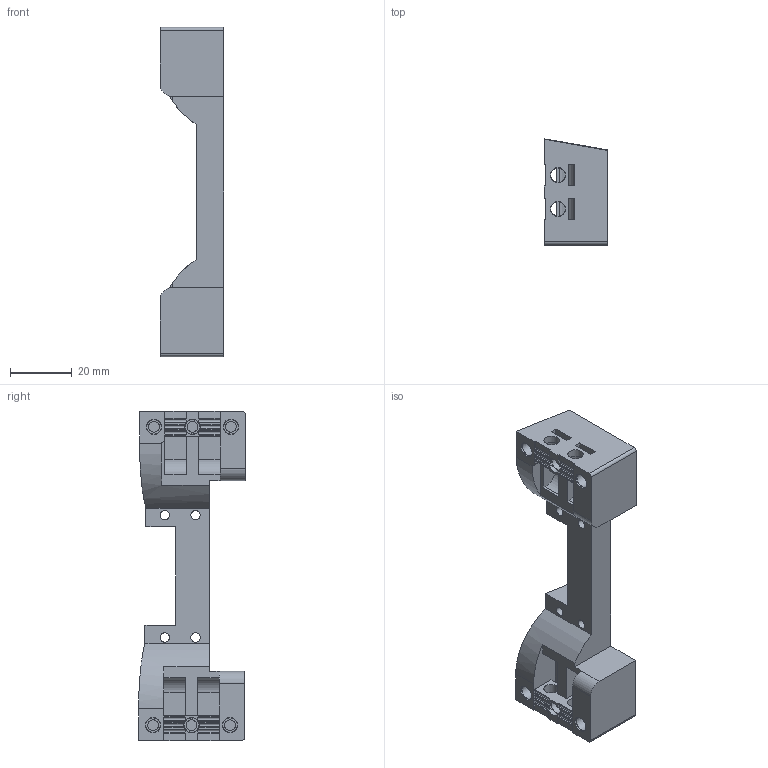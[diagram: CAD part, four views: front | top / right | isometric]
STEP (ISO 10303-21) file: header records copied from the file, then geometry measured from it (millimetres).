
FILE_DESCRIPTION(/* description */ (''),/* implementation_level */ '2;1');
FILE_NAME(/* name */ 'XCarriageConnector.step',/* time_stamp */ '2020-11-11T06:48:36-05:00',/* author */ (''),/* organization */ (''),/* preprocessor_version */ 'ST-DEVELOPER v18.1',/* originating_system */ 'Autodesk Translation Framework v9.3.0.1241',/* authorisation */ '');
FILE_SCHEMA (('AUTOMOTIVE_DESIGN { 1 0 10303 214 3 1 1 }'));
Length unit declared in the file: millimetre
Products named in the file (1): X Carriage Connector
Bounding box: 20.7 x 34.7 x 107 mm (x, y, z)
Volume: 34056.3 mm3; surface area: 13302.6 mm2
Topology: 1 solids, 1 shells, 194 faces, 528 edges, 352 vertices
Faces by surface type: cylinder 101, plane 93
Full cylindrical faces by diameter (mm): 3 x4, 3.5 x6, 4.7 x10, 5 x10
Entity records: 6488 total; most frequent: CARTESIAN_POINT 1367, DIRECTION 1070, ORIENTED_EDGE 1056, EDGE_CURVE 528, AXIS2_PLACEMENT_3D 383, VERTEX_POINT 352, LINE 304, VECTOR 304
